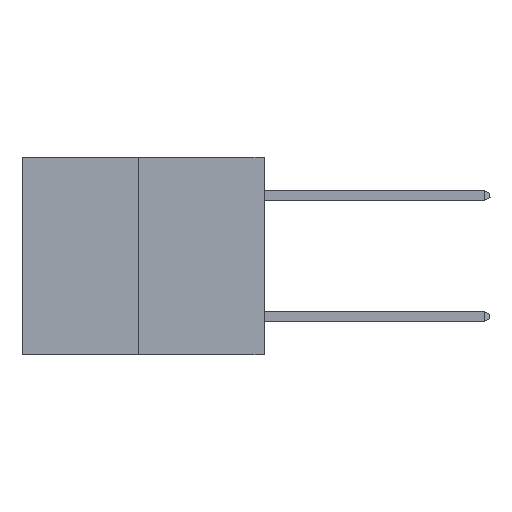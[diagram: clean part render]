
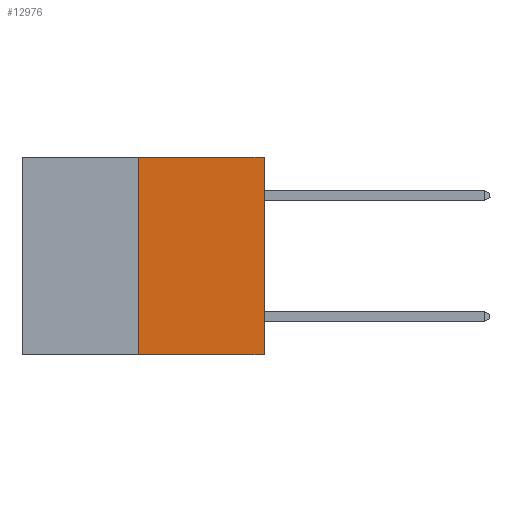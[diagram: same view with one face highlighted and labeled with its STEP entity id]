
A CAD part, left-side view. The second image highlights one B-rep face of the part: STEP entity #12976.
In plain terms, the highlighted planar face has unit normal (-1, 0, 0).
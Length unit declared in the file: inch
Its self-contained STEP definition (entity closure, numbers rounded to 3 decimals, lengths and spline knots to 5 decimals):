
#991 = FACE_OUTER_BOUND ( 'NONE', #19561, .T. ) ;
#1125 = VERTEX_POINT ( 'NONE', #17840 ) ;
#1173 = VECTOR ( 'NONE', #18855, 39.37008 ) ;
#3694 = CARTESIAN_POINT ( 'NONE',  ( 0., 0., 0. ) ) ;
#4151 = VECTOR ( 'NONE', #8286, 39.37008 ) ;
#5750 = DIRECTION ( 'NONE',  ( 0., 0., -1. ) ) ;
#5897 = LINE ( 'NONE', #21284, #1173 ) ;
#7433 = VERTEX_POINT ( 'NONE', #26686 ) ;
#8286 = DIRECTION ( 'NONE',  ( 0., 0., 1. ) ) ;
#8859 = CARTESIAN_POINT ( 'NONE',  ( 0., 0.312, -0.49 ) ) ;
#10325 = CARTESIAN_POINT ( 'NONE',  ( 0., 0.6, -0.49 ) ) ;
#11044 = EDGE_CURVE ( 'NONE', #1125, #12014, #13253, .T. ) ;
#12014 = VERTEX_POINT ( 'NONE', #3694 ) ;
#12104 = LINE ( 'NONE', #10325, #31319 ) ;
#12976 = ADVANCED_FACE ( 'NONE', ( #991 ), #20834, .F. ) ;
#13253 = LINE ( 'NONE', #23019, #24657 ) ;
#15865 = CARTESIAN_POINT ( 'NONE',  ( 0., 0.6, 0. ) ) ;
#16146 = EDGE_CURVE ( 'NONE', #21245, #7433, #12104, .T. ) ;
#17559 = ORIENTED_EDGE ( 'NONE', *, *, #11044, .F. ) ;
#17840 = CARTESIAN_POINT ( 'NONE',  ( 0., 0.312, 0. ) ) ;
#17981 = DIRECTION ( 'NONE',  ( 1., 0., 0. ) ) ;
#18855 = DIRECTION ( 'NONE',  ( 0., 0., 1. ) ) ;
#19420 = EDGE_CURVE ( 'NONE', #7433, #12014, #28011, .T. ) ;
#19561 = EDGE_LOOP ( 'NONE', ( #28665, #31709, #25486, #17559 ) ) ;
#20834 = PLANE ( 'NONE',  #21377 ) ;
#21245 = VERTEX_POINT ( 'NONE', #8859 ) ;
#21284 = CARTESIAN_POINT ( 'NONE',  ( 0., 0.312, -0.49 ) ) ;
#21377 = AXIS2_PLACEMENT_3D ( 'NONE', #15865, #17981, #5750 ) ;
#22887 = EDGE_CURVE ( 'NONE', #21245, #1125, #5897, .T. ) ;
#23019 = CARTESIAN_POINT ( 'NONE',  ( 0., 0.6, 0. ) ) ;
#24657 = VECTOR ( 'NONE', #27992, 39.37008 ) ;
#25486 = ORIENTED_EDGE ( 'NONE', *, *, #19420, .T. ) ;
#25505 = CARTESIAN_POINT ( 'NONE',  ( 0., 0., 0. ) ) ;
#26686 = CARTESIAN_POINT ( 'NONE',  ( 0., 0., -0.49 ) ) ;
#27836 = DIRECTION ( 'NONE',  ( 0., -1., 0. ) ) ;
#27992 = DIRECTION ( 'NONE',  ( 0., -1., 0. ) ) ;
#28011 = LINE ( 'NONE', #25505, #4151 ) ;
#28665 = ORIENTED_EDGE ( 'NONE', *, *, #22887, .F. ) ;
#31319 = VECTOR ( 'NONE', #27836, 39.37008 ) ;
#31709 = ORIENTED_EDGE ( 'NONE', *, *, #16146, .T. ) ;
